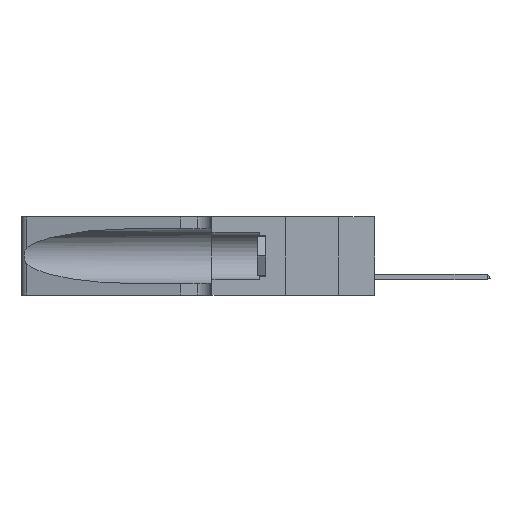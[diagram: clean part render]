
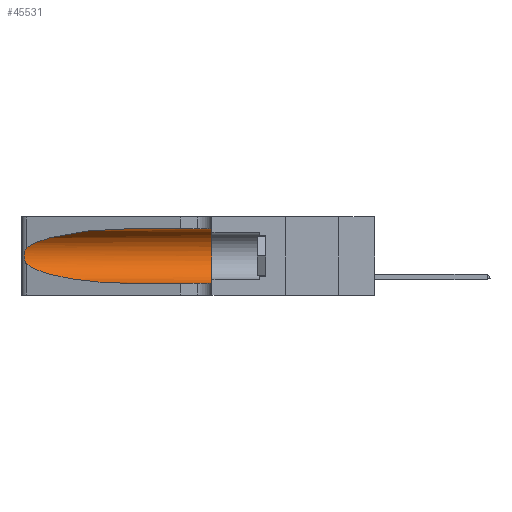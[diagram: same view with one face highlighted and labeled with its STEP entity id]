
A CAD part, left-side view. The second image highlights one B-rep face of the part: STEP entity #45531.
In plain terms, the highlighted cylindrical face has radius 3.308 mm (diameter 6.617 mm), a partial arc.
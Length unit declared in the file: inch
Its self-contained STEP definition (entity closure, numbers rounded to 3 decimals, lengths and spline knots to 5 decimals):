
#1556 = DIRECTION ( 'NONE',  ( 0., 1., 0. ) ) ;
#2701 = CARTESIAN_POINT ( 'NONE',  ( 0.25555, 1.22994, 0.2215 ) ) ;
#3361 = FACE_OUTER_BOUND ( 'NONE', #36141, .T. ) ;
#5964 = CARTESIAN_POINT ( 'NONE',  ( 0.18966, 0.96281, 0.31525 ) ) ;
#6432 = CARTESIAN_POINT ( 'NONE',  ( 0.25789, 1.23486, 0.15765 ) ) ;
#6764 = CARTESIAN_POINT ( 'NONE',  ( 0.25639, 1.23184, 0.21858 ) ) ;
#8192 = VECTOR ( 'NONE', #46703, 39.37008 ) ;
#10429 = CARTESIAN_POINT ( 'NONE',  ( 0.25787, 1.23484, 0.2124 ) ) ;
#10702 =( BOUNDED_CURVE ( )  B_SPLINE_CURVE ( 3, ( #17228, #5964, #24424, #32720 ),
 .UNSPECIFIED., .F., .F. ) 
 B_SPLINE_CURVE_WITH_KNOTS ( ( 4, 4 ),
 ( 1.5708, 2.84003 ),
 .UNSPECIFIED. ) 
 CURVE ( )  GEOMETRIC_REPRESENTATION_ITEM ( )  RATIONAL_B_SPLINE_CURVE ( ( 1., 0.87, 0.87, 1. ) ) 
 REPRESENTATION_ITEM ( '' )  );
#10757 = CARTESIAN_POINT ( 'NONE',  ( 0.26017, 1.23833, 0.17102 ) ) ;
#11109 = EDGE_CURVE ( 'NONE', #15007, #21330, #38241, .T. ) ;
#11470 = LINE ( 'NONE', #11853, #44013 ) ;
#11853 = CARTESIAN_POINT ( 'NONE',  ( 0.1305, 1.61858, 0.31525 ) ) ;
#12151 = CARTESIAN_POINT ( 'NONE',  ( 0.25487, 1.22718, 0.22369 ) ) ;
#12283 = CYLINDRICAL_SURFACE ( 'NONE', #48654, 0.13025 ) ;
#13845 = DIRECTION ( 'NONE',  ( 0., -1., 0. ) ) ;
#14255 = CIRCLE ( 'NONE', #20673, 0.13025 ) ;
#14645 = CARTESIAN_POINT ( 'NONE',  ( 0.26018, 1.23835, 0.19895 ) ) ;
#14983 = VERTEX_POINT ( 'NONE', #43643 ) ;
#15007 = VERTEX_POINT ( 'NONE', #24543 ) ;
#15500 = EDGE_CURVE ( 'NONE', #22309, #15007, #36666, .T. ) ;
#15830 = CARTESIAN_POINT ( 'NONE',  ( 0.1305, 0.35, 0.31525 ) ) ;
#17228 = CARTESIAN_POINT ( 'NONE',  ( 0.1305, 0.72297, 0.31525 ) ) ;
#18033 = CARTESIAN_POINT ( 'NONE',  ( 0.25856, 1.23593, 0.16098 ) ) ;
#19604 = CARTESIAN_POINT ( 'NONE',  ( 0.25487, 1.22718, 0.14631 ) ) ;
#19782 = DIRECTION ( 'NONE',  ( 0., -1., 0. ) ) ;
#20239 = LINE ( 'NONE', #38438, #8192 ) ;
#20673 = AXIS2_PLACEMENT_3D ( 'NONE', #35930, #1556, #39829 ) ;
#21105 = EDGE_CURVE ( 'NONE', #44342, #14983, #14255, .T. ) ;
#21330 = VERTEX_POINT ( 'NONE', #34042 ) ;
#22309 = VERTEX_POINT ( 'NONE', #12151 ) ;
#23428 = CARTESIAN_POINT ( 'NONE',  ( 0.2373, 1.15595, 0.08982 ) ) ;
#24424 = CARTESIAN_POINT ( 'NONE',  ( 0.2373, 1.15595, 0.28018 ) ) ;
#24543 = CARTESIAN_POINT ( 'NONE',  ( 0.25487, 1.22718, 0.14631 ) ) ;
#24728 = CARTESIAN_POINT ( 'NONE',  ( 0.1305, 1.61858, 0.185 ) ) ;
#25935 = CARTESIAN_POINT ( 'NONE',  ( 0.26075, 1.23896, 0.19203 ) ) ;
#26889 = CARTESIAN_POINT ( 'NONE',  ( 0.18966, 0.96281, 0.05475 ) ) ;
#28072 = ORIENTED_EDGE ( 'NONE', *, *, #15500, .T. ) ;
#31846 = ORIENTED_EDGE ( 'NONE', *, *, #33359, .T. ) ;
#32720 = CARTESIAN_POINT ( 'NONE',  ( 0.25487, 1.22718, 0.22369 ) ) ;
#33359 = EDGE_CURVE ( 'NONE', #21330, #14983, #20239, .T. ) ;
#33360 = CARTESIAN_POINT ( 'NONE',  ( 0.25555, 1.22993, 0.14849 ) ) ;
#33686 = CARTESIAN_POINT ( 'NONE',  ( 0.25639, 1.23186, 0.15144 ) ) ;
#33759 = EDGE_CURVE ( 'NONE', #46510, #22309, #10702, .T. ) ;
#33865 = CARTESIAN_POINT ( 'NONE',  ( 0.25854, 1.2359, 0.20912 ) ) ;
#34042 = CARTESIAN_POINT ( 'NONE',  ( 0.1305, 0.72297, 0.05475 ) ) ;
#35930 = CARTESIAN_POINT ( 'NONE',  ( 0.1305, 0.35, 0.185 ) ) ;
#36141 = EDGE_LOOP ( 'NONE', ( #42343, #28072, #45853, #31846, #46311, #38333 ) ) ;
#36666 = B_SPLINE_CURVE_WITH_KNOTS ( 'NONE', 3,
 ( #41643, #2701, #6764, #10429, #33865, #14645, #25935, #45190, #10757, #18033, #6432, #33686, #33360, #37411 ),
 .UNSPECIFIED., .F., .F.,
 ( 4, 2, 2, 2, 2, 2, 4 ),
 ( 0., 0.00027, 0.00053, 0.00107, 0.0016, 0.00187, 0.00214 ),
 .UNSPECIFIED. ) ;
#37411 = CARTESIAN_POINT ( 'NONE',  ( 0.25487, 1.22718, 0.14631 ) ) ;
#38037 = CARTESIAN_POINT ( 'NONE',  ( 0.1305, 0.72297, 0.31525 ) ) ;
#38241 =( BOUNDED_CURVE ( )  B_SPLINE_CURVE ( 3, ( #19604, #23428, #26889, #43698 ),
 .UNSPECIFIED., .F., .F. ) 
 B_SPLINE_CURVE_WITH_KNOTS ( ( 4, 4 ),
 ( 3.44316, 4.71239 ),
 .UNSPECIFIED. ) 
 CURVE ( )  GEOMETRIC_REPRESENTATION_ITEM ( )  RATIONAL_B_SPLINE_CURVE ( ( 1., 0.87, 0.87, 1. ) ) 
 REPRESENTATION_ITEM ( '' )  );
#38333 = ORIENTED_EDGE ( 'NONE', *, *, #42012, .F. ) ;
#38438 = CARTESIAN_POINT ( 'NONE',  ( 0.1305, 1.61858, 0.05475 ) ) ;
#39829 = DIRECTION ( 'NONE',  ( 0., 0., 1. ) ) ;
#41643 = CARTESIAN_POINT ( 'NONE',  ( 0.25487, 1.22718, 0.22369 ) ) ;
#42012 = EDGE_CURVE ( 'NONE', #46510, #44342, #11470, .T. ) ;
#42343 = ORIENTED_EDGE ( 'NONE', *, *, #33759, .T. ) ;
#43643 = CARTESIAN_POINT ( 'NONE',  ( 0.1305, 0.35, 0.05475 ) ) ;
#43698 = CARTESIAN_POINT ( 'NONE',  ( 0.1305, 0.72297, 0.05475 ) ) ;
#44013 = VECTOR ( 'NONE', #19782, 39.37008 ) ;
#44342 = VERTEX_POINT ( 'NONE', #15830 ) ;
#45190 = CARTESIAN_POINT ( 'NONE',  ( 0.26075, 1.23896, 0.178 ) ) ;
#45531 = ADVANCED_FACE ( 'NONE', ( #3361 ), #12283, .F. ) ;
#45853 = ORIENTED_EDGE ( 'NONE', *, *, #11109, .T. ) ;
#46311 = ORIENTED_EDGE ( 'NONE', *, *, #21105, .F. ) ;
#46510 = VERTEX_POINT ( 'NONE', #38037 ) ;
#46703 = DIRECTION ( 'NONE',  ( 0., -1., 0. ) ) ;
#48268 = DIRECTION ( 'NONE',  ( 0., 0., -1. ) ) ;
#48654 = AXIS2_PLACEMENT_3D ( 'NONE', #24728, #13845, #48268 ) ;
